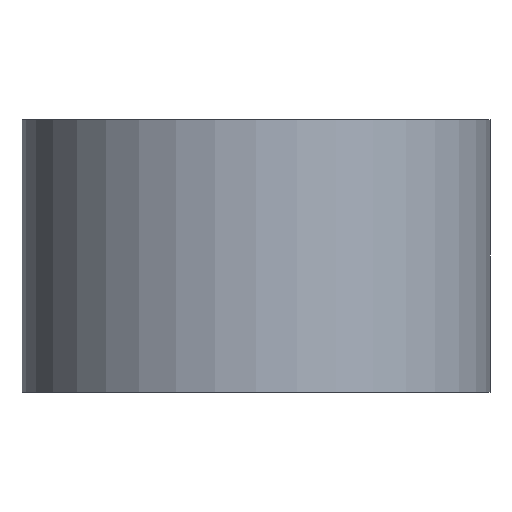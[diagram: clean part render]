
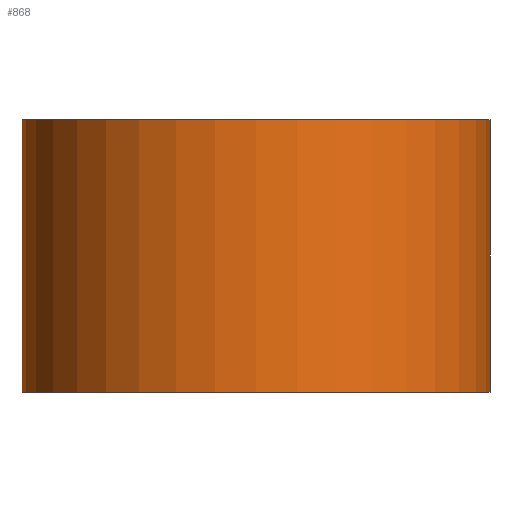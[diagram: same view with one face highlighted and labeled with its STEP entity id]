
A CAD part, front view. The second image highlights one B-rep face of the part: STEP entity #868.
In plain terms, the highlighted cylindrical face has radius 5.15 mm (diameter 10.3 mm), a partial arc.
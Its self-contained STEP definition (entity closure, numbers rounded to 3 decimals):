
#10 = CARTESIAN_POINT ( 'NONE',  ( 5.15, 0., 6. ) ) ;
#15 = CIRCLE ( 'NONE', #878, 5.15 ) ;
#16 = VECTOR ( 'NONE', #458, 1000. ) ;
#64 = VERTEX_POINT ( 'NONE', #949 ) ;
#67 = CARTESIAN_POINT ( 'NONE',  ( 0., 0., 6. ) ) ;
#109 = CARTESIAN_POINT ( 'NONE',  ( 5.15, 0., 0. ) ) ;
#137 = FACE_OUTER_BOUND ( 'NONE', #147, .T. ) ;
#140 = ORIENTED_EDGE ( 'NONE', *, *, #1088, .F. ) ;
#147 = EDGE_LOOP ( 'NONE', ( #140, #541, #399, #437 ) ) ;
#149 = DIRECTION ( 'NONE',  ( 1., 0., 0. ) ) ;
#151 = CARTESIAN_POINT ( 'NONE',  ( -5.15, 0., 0. ) ) ;
#162 = VERTEX_POINT ( 'NONE', #109 ) ;
#179 = DIRECTION ( 'NONE',  ( 1., 0., 0. ) ) ;
#226 = VECTOR ( 'NONE', #765, 1000. ) ;
#398 = CARTESIAN_POINT ( 'NONE',  ( 0., 0., 6. ) ) ;
#399 = ORIENTED_EDGE ( 'NONE', *, *, #488, .T. ) ;
#410 = EDGE_CURVE ( 'NONE', #587, #162, #15, .T. ) ;
#437 = ORIENTED_EDGE ( 'NONE', *, *, #410, .T. ) ;
#438 = DIRECTION ( 'NONE',  ( 0., 0., 1. ) ) ;
#458 = DIRECTION ( 'NONE',  ( 0., 0., -1. ) ) ;
#488 = EDGE_CURVE ( 'NONE', #702, #587, #1041, .T. ) ;
#511 = CYLINDRICAL_SURFACE ( 'NONE', #897, 5.15 ) ;
#541 = ORIENTED_EDGE ( 'NONE', *, *, #950, .F. ) ;
#587 = VERTEX_POINT ( 'NONE', #151 ) ;
#622 = DIRECTION ( 'NONE',  ( 0., 0., 1. ) ) ;
#702 = VERTEX_POINT ( 'NONE', #1127 ) ;
#749 = LINE ( 'NONE', #10, #16 ) ;
#765 = DIRECTION ( 'NONE',  ( 0., 0., -1. ) ) ;
#769 = DIRECTION ( 'NONE',  ( 0., 0., -1. ) ) ;
#823 = CARTESIAN_POINT ( 'NONE',  ( 0., 0., 0. ) ) ;
#860 = CARTESIAN_POINT ( 'NONE',  ( -5.15, 0., 6. ) ) ;
#868 = ADVANCED_FACE ( 'NONE', ( #137 ), #511, .T. ) ;
#878 = AXIS2_PLACEMENT_3D ( 'NONE', #823, #438, #179 ) ;
#887 = DIRECTION ( 'NONE',  ( -1., 0., 0. ) ) ;
#897 = AXIS2_PLACEMENT_3D ( 'NONE', #398, #769, #887 ) ;
#949 = CARTESIAN_POINT ( 'NONE',  ( 5.15, 0., 6. ) ) ;
#950 = EDGE_CURVE ( 'NONE', #702, #64, #1213, .T. ) ;
#998 = AXIS2_PLACEMENT_3D ( 'NONE', #67, #622, #149 ) ;
#1041 = LINE ( 'NONE', #860, #226 ) ;
#1088 = EDGE_CURVE ( 'NONE', #64, #162, #749, .T. ) ;
#1127 = CARTESIAN_POINT ( 'NONE',  ( -5.15, 0., 6. ) ) ;
#1213 = CIRCLE ( 'NONE', #998, 5.15 ) ;
